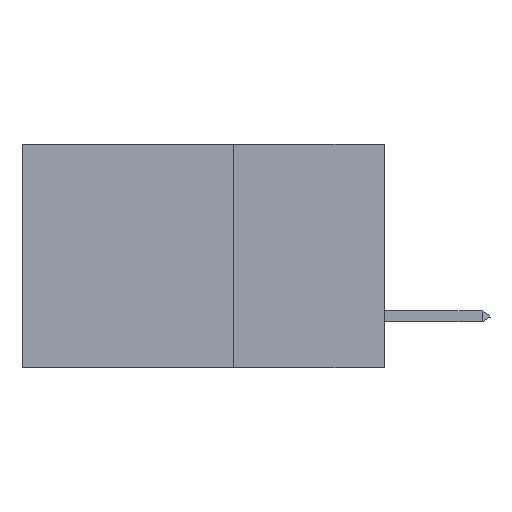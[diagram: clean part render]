
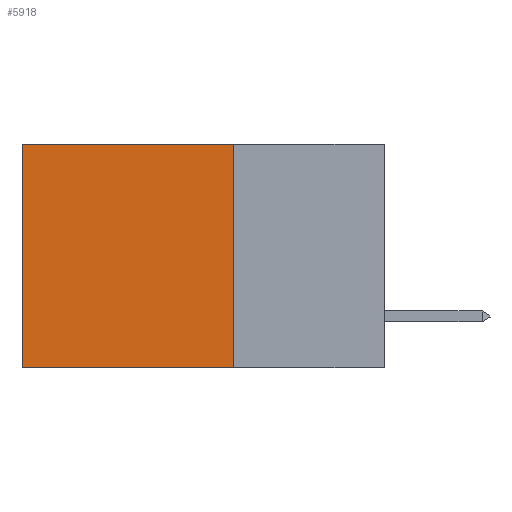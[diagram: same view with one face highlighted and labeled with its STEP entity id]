
A CAD part, left-side view. The second image highlights one B-rep face of the part: STEP entity #5918.
In plain terms, the highlighted planar face has unit normal (-1, 0, 0).
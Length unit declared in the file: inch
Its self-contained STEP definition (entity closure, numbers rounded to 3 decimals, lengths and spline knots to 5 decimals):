
#136 = EDGE_CURVE ( 'NONE', #23658, #24493, #27657, .T. ) ;
#2460 = DIRECTION ( 'NONE',  ( 0., 0., -1. ) ) ;
#3784 = CARTESIAN_POINT ( 'NONE',  ( 0.2875, 0.6, 0. ) ) ;
#4760 = FACE_OUTER_BOUND ( 'NONE', #37816, .T. ) ;
#5011 = CARTESIAN_POINT ( 'NONE',  ( 0.2875, 0.25, -0.37 ) ) ;
#5297 = CARTESIAN_POINT ( 'NONE',  ( 0.2875, 0.25, 0. ) ) ;
#5398 = PLANE ( 'NONE',  #34074 ) ;
#5918 = ADVANCED_FACE ( 'NONE', ( #4760 ), #5398, .F. ) ;
#8997 = CARTESIAN_POINT ( 'NONE',  ( 0.2875, 0.6, 0. ) ) ;
#9128 = DIRECTION ( 'NONE',  ( 0., 1., 0. ) ) ;
#14618 = VERTEX_POINT ( 'NONE', #33767 ) ;
#14849 = VERTEX_POINT ( 'NONE', #38603 ) ;
#16977 = LINE ( 'NONE', #5297, #26263 ) ;
#18486 = VECTOR ( 'NONE', #33357, 39.37008 ) ;
#18722 = ORIENTED_EDGE ( 'NONE', *, *, #40600, .F. ) ;
#19613 = LINE ( 'NONE', #33199, #18486 ) ;
#19795 = CARTESIAN_POINT ( 'NONE',  ( 0.2875, 0.25, 0. ) ) ;
#20173 = ORIENTED_EDGE ( 'NONE', *, *, #136, .T. ) ;
#23168 = DIRECTION ( 'NONE',  ( 1., 0., 0. ) ) ;
#23658 = VERTEX_POINT ( 'NONE', #8997 ) ;
#24088 = LINE ( 'NONE', #5011, #27895 ) ;
#24493 = VERTEX_POINT ( 'NONE', #28836 ) ;
#26263 = VECTOR ( 'NONE', #33290, 39.37008 ) ;
#27657 = LINE ( 'NONE', #3784, #36421 ) ;
#27895 = VECTOR ( 'NONE', #9128, 39.37008 ) ;
#28836 = CARTESIAN_POINT ( 'NONE',  ( 0.2875, 0.6, -0.37 ) ) ;
#33199 = CARTESIAN_POINT ( 'NONE',  ( 0.2875, 0.25, 0. ) ) ;
#33290 = DIRECTION ( 'NONE',  ( 0., 1., 0. ) ) ;
#33357 = DIRECTION ( 'NONE',  ( 0., 0., -1. ) ) ;
#33767 = CARTESIAN_POINT ( 'NONE',  ( 0.2875, 0.25, -0.37 ) ) ;
#34023 = ORIENTED_EDGE ( 'NONE', *, *, #36339, .F. ) ;
#34074 = AXIS2_PLACEMENT_3D ( 'NONE', #19795, #23168, #2460 ) ;
#35141 = EDGE_CURVE ( 'NONE', #14849, #23658, #16977, .T. ) ;
#36009 = ORIENTED_EDGE ( 'NONE', *, *, #35141, .T. ) ;
#36339 = EDGE_CURVE ( 'NONE', #14849, #14618, #19613, .T. ) ;
#36421 = VECTOR ( 'NONE', #38643, 39.37008 ) ;
#37816 = EDGE_LOOP ( 'NONE', ( #20173, #18722, #34023, #36009 ) ) ;
#38603 = CARTESIAN_POINT ( 'NONE',  ( 0.2875, 0.25, 0. ) ) ;
#38643 = DIRECTION ( 'NONE',  ( 0., 0., -1. ) ) ;
#40600 = EDGE_CURVE ( 'NONE', #14618, #24493, #24088, .T. ) ;
